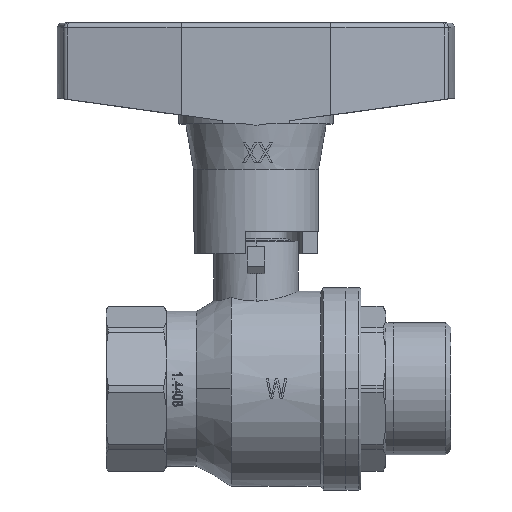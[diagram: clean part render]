
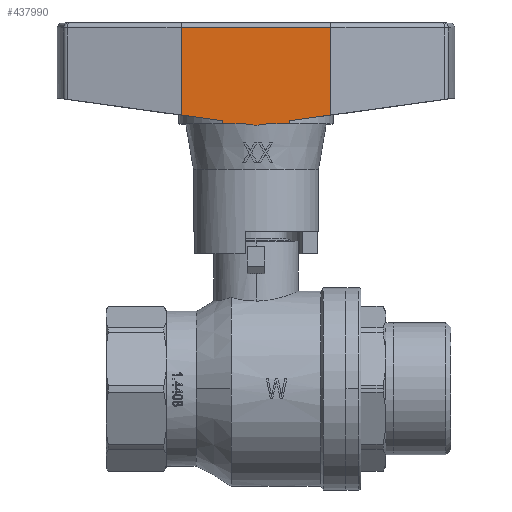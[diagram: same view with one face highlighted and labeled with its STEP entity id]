
A CAD part, top view. The second image highlights one B-rep face of the part: STEP entity #437990.
In plain terms, the highlighted face is planar.
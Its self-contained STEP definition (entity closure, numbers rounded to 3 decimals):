
#431190=CARTESIAN_POINT('',(0.,0.,27.8));
#431200=DIRECTION('',(0.,0.,1.));
#431210=DIRECTION('',(-1.,0.,0.));
#431220=AXIS2_PLACEMENT_3D('',#431190,#431200,#431210);
#431230=CONICAL_SURFACE('',#431220,14.051,0.169);
#433560=CARTESIAN_POINT('',(2.168,-14.,27.8));
#433570=VERTEX_POINT('',#433560);
#433600=CARTESIAN_POINT('',(0.,-14.,27.8));
#433610=DIRECTION('',(1.,0.,0.));
#433620=VECTOR('',#433610,1.);
#433630=LINE('',#433600,#433620);
#433640=CARTESIAN_POINT('',(6.652,-14.,27.8));
#433650=VERTEX_POINT('',#433640);
#433660=EDGE_CURVE('',#433570,#433650,#433630,.T.);
#433790=CARTESIAN_POINT('',(-6.652,-14.,27.8));
#433800=VERTEX_POINT('',#433790);
#433830=CARTESIAN_POINT('',(-2.168,-14.,27.8));
#433840=VERTEX_POINT('',#433830);
#433850=EDGE_CURVE('',#433800,#433840,#433630,.T.);
#434340=CARTESIAN_POINT('',(-6.652,-14.,28.42));
#434350=VERTEX_POINT('',#434340);
#434380=CARTESIAN_POINT('',(-6.652,-14.,35.4));
#434390=DIRECTION('',(0.,0.,-1.));
#434400=VECTOR('',#434390,1.);
#434410=LINE('',#434380,#434400);
#434420=EDGE_CURVE('',#434350,#433800,#434410,.T.);
#435330=CARTESIAN_POINT('',(4.164,-14.,26.924));
#435340=DIRECTION('',(0.991,0.,-0.137));
#435350=VECTOR('',#435340,1.);
#435360=LINE('',#435330,#435350);
#435370=CARTESIAN_POINT('',(-0.663,-14.,27.592));
#435380=VERTEX_POINT('',#435370);
#435390=EDGE_CURVE('',#433840,#435380,#435360,.T.);
#435580=CARTESIAN_POINT('',(15.,-14.,47.));
#435590=VERTEX_POINT('',#435580);
#435620=CARTESIAN_POINT('',(4.164,-14.,47.));
#435630=DIRECTION('',(1.,0.,0.));
#435640=VECTOR('',#435630,1.);
#435650=LINE('',#435620,#435640);
#435660=CARTESIAN_POINT('',(-15.,-14.,47.));
#435670=VERTEX_POINT('',#435660);
#435680=EDGE_CURVE('',#435670,#435590,#435650,.T.);
#436840=CARTESIAN_POINT('',(6.652,-14.,35.4));
#436850=DIRECTION('',(0.,0.,-1.));
#436860=VECTOR('',#436850,1.);
#436870=LINE('',#436840,#436860);
#436880=CARTESIAN_POINT('',(6.652,-14.,28.42));
#436890=VERTEX_POINT('',#436880);
#436900=EDGE_CURVE('',#436890,#433650,#436870,.T.);
#437070=CARTESIAN_POINT('',(4.164,-14.,28.076));
#437080=DIRECTION('',(0.991,0.,0.137));
#437090=VECTOR('',#437080,1.);
#437100=LINE('',#437070,#437090);
#437110=CARTESIAN_POINT('',(0.663,-14.,27.592));
#437120=VERTEX_POINT('',#437110);
#437130=EDGE_CURVE('',#437120,#433570,#437100,.T.);
#437210=CARTESIAN_POINT('',(15.,-14.,46.));
#437220=DIRECTION('',(-0.,1.,0.));
#437230=DIRECTION('',(1.,0.,0.));
#437240=AXIS2_PLACEMENT_3D('',#437210,#437220,#437230);
#437250=PLANE('',#437240);
#437260=CARTESIAN_POINT('',(-15.,-14.,29.575));
#437270=VERTEX_POINT('',#437260);
#437280=EDGE_CURVE('',#437270,#434350,#435360,.T.);
#437290=ORIENTED_EDGE('',*,*,#437280,.T.);
#437300=CARTESIAN_POINT('',(-15.,-14.,48.));
#437310=DIRECTION('',(0.,0.,-1.));
#437320=VECTOR('',#437310,1.);
#437330=LINE('',#437300,#437320);
#437340=EDGE_CURVE('',#435670,#437270,#437330,.T.);
#437350=ORIENTED_EDGE('',*,*,#437340,.T.);
#437360=ORIENTED_EDGE('',*,*,#435680,.F.);
#437370=CARTESIAN_POINT('',(15.,-14.,48.));
#437380=DIRECTION('',(0.,0.,-1.));
#437390=VECTOR('',#437380,1.);
#437400=LINE('',#437370,#437390);
#437410=CARTESIAN_POINT('',(15.,-14.,29.575));
#437420=VERTEX_POINT('',#437410);
#437430=EDGE_CURVE('',#435590,#437420,#437400,.T.);
#437440=ORIENTED_EDGE('',*,*,#437430,.F.);
#437450=EDGE_CURVE('',#436890,#437420,#437100,.T.);
#437460=ORIENTED_EDGE('',*,*,#437450,.T.);
#437470=ORIENTED_EDGE('',*,*,#436900,.F.);
#437480=ORIENTED_EDGE('',*,*,#433660,.T.);
#437490=ORIENTED_EDGE('',*,*,#437130,.T.);
#437500=CARTESIAN_POINT('',(-0.663,-14.,
27.592));
#437510=CARTESIAN_POINT('',(-0.609,-14.,
27.577));
#437520=CARTESIAN_POINT('',(-0.554,-14.,
27.564));
#437530=CARTESIAN_POINT('',(-0.5,-14.,
27.552));
#437540=CARTESIAN_POINT('',(-0.445,-14.,
27.541));
#437550=CARTESIAN_POINT('',(-0.39,-14.,27.531));
#437560=CARTESIAN_POINT('',(-0.335,-14.,27.523));
#437570=CARTESIAN_POINT('',(-0.307,-14.,27.52));
#437580=CARTESIAN_POINT('',(-0.279,-14.,27.516));
#437590=CARTESIAN_POINT('',(-0.252,-14.,27.513));
#437600=CARTESIAN_POINT('',(-0.224,-14.,27.51));
#437610=CARTESIAN_POINT('',(-0.196,-14.,27.508));
#437620=CARTESIAN_POINT('',(-0.169,-14.,27.506));
#437630=CARTESIAN_POINT('',(-0.141,-14.,27.504));
#437640=CARTESIAN_POINT('',(-0.113,-14.,27.503));
#437650=CARTESIAN_POINT('',(-0.085,-14.,27.502));
#437660=CARTESIAN_POINT('',(-0.057,-14.,27.501));
#437670=CARTESIAN_POINT('',(-0.029,-14.,27.5));
#437680=CARTESIAN_POINT('',(-0.001,-14.,27.5));
#437690=CARTESIAN_POINT('',(0.027,-14.,27.5));
#437700=CARTESIAN_POINT('',(0.055,-14.,27.5));
#437710=CARTESIAN_POINT('',(0.083,-14.,27.501));
#437720=CARTESIAN_POINT('',(0.111,-14.,27.502));
#437730=CARTESIAN_POINT('',(0.139,-14.,27.504));
#437740=CARTESIAN_POINT('',(0.167,-14.,27.506));
#437750=CARTESIAN_POINT('',(0.195,-14.,27.508));
#437760=CARTESIAN_POINT('',(0.223,-14.,27.51));
#437770=CARTESIAN_POINT('',(0.25,-14.,27.513));
#437780=CARTESIAN_POINT('',(0.278,-14.,27.516));
#437790=CARTESIAN_POINT('',(0.306,-14.,27.519));
#437800=CARTESIAN_POINT('',(0.334,-14.,27.523));
#437810=CARTESIAN_POINT('',(0.362,-14.,27.527));
#437820=CARTESIAN_POINT('',(0.39,-14.,27.532));
#437830=CARTESIAN_POINT('',(0.417,-14.,27.536));
#437840=CARTESIAN_POINT('',(0.445,-14.,27.541));
#437850=CARTESIAN_POINT('',(0.472,-14.,27.546));
#437860=CARTESIAN_POINT('',(0.5,-14.,27.552));
#437870=CARTESIAN_POINT('',(0.555,-14.,27.564));
#437880=CARTESIAN_POINT('',(0.609,-14.,27.577));
#437890=CARTESIAN_POINT('',(0.663,-14.,27.592));
#437900=B_SPLINE_CURVE_WITH_KNOTS('',3,(#437500,#437510,#437520,#437530,
#437540,#437550,#437560,#437570,#437580,#437590,#437600,#437610,#437620,
#437630,#437640,#437650,#437660,#437670,#437680,#437690,#437700,#437710,
#437720,#437730,#437740,#437750,#437760,#437770,#437780,#437790,#437800,
#437810,#437820,#437830,#437840,#437850,#437860,#437870,#437880,#437890)
,.UNSPECIFIED.,.F.,.F.,(4,3,3,3,3,3,3,3,3,3,3,3,3,4),(0.,
0.168,0.335,0.419,0.502,
0.586,0.67,0.754,0.838,
0.922,1.006,1.09,1.174,
1.342),.UNSPECIFIED.);
#437910=SURFACE_CURVE('',#437900,(#431230,#437250),.CURVE_3D.);
#437920=EDGE_CURVE('',#435380,#437120,#437910,.T.);
#437930=ORIENTED_EDGE('',*,*,#437920,.T.);
#437940=ORIENTED_EDGE('',*,*,#435390,.T.);
#437950=ORIENTED_EDGE('',*,*,#433850,.T.);
#437960=ORIENTED_EDGE('',*,*,#434420,.T.);
#437970=EDGE_LOOP('',(#437960,#437950,#437940,#437930,#437490,#437480,
#437470,#437460,#437440,#437360,#437350,#437290));
#437980=FACE_OUTER_BOUND('',#437970,.T.);
#437990=ADVANCED_FACE('',(#437980),#437250,.F.);
